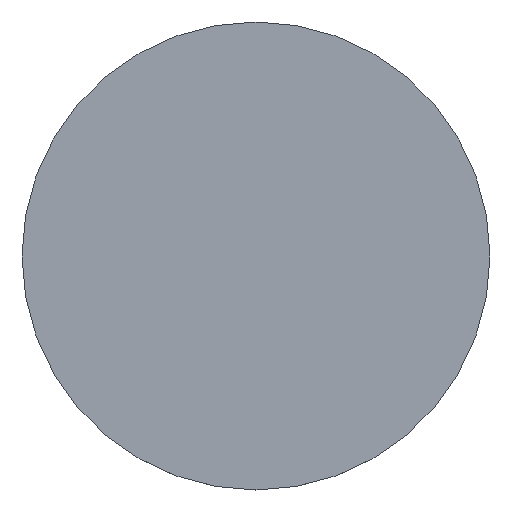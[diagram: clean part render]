
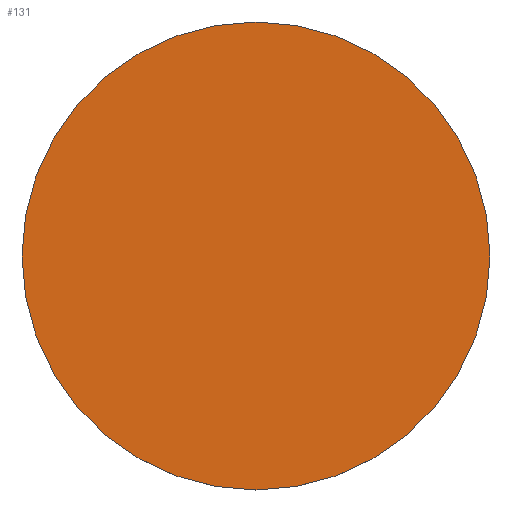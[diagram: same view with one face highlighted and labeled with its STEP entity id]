
A CAD part, top view. The second image highlights one B-rep face of the part: STEP entity #131.
In plain terms, the highlighted planar face has unit normal (0, 0, 1).
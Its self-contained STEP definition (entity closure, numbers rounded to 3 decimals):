
#24 = EDGE_LOOP ( 'NONE', ( #98, #169 ) ) ;
#27 = DIRECTION ( 'NONE',  ( 1., 0., 0. ) ) ;
#44 = CIRCLE ( 'NONE', #124, 12.5 ) ;
#52 = CARTESIAN_POINT ( 'NONE',  ( 0., 0., 0.5 ) ) ;
#53 = CARTESIAN_POINT ( 'NONE',  ( -12.5, 0., 0.5 ) ) ;
#59 = VERTEX_POINT ( 'NONE', #53 ) ;
#60 = CIRCLE ( 'NONE', #97, 12.5 ) ;
#64 = VERTEX_POINT ( 'NONE', #135 ) ;
#75 = DIRECTION ( 'NONE',  ( 0., 0., 1. ) ) ;
#78 = EDGE_CURVE ( 'NONE', #59, #64, #60, .T. ) ;
#79 = CARTESIAN_POINT ( 'NONE',  ( 0., 0., 0.5 ) ) ;
#88 = DIRECTION ( 'NONE',  ( 0., 0., 1. ) ) ;
#97 = AXIS2_PLACEMENT_3D ( 'NONE', #52, #106, #161 ) ;
#98 = ORIENTED_EDGE ( 'NONE', *, *, #78, .T. ) ;
#106 = DIRECTION ( 'NONE',  ( 0., 0., 1. ) ) ;
#115 = EDGE_CURVE ( 'NONE', #64, #59, #44, .T. ) ;
#124 = AXIS2_PLACEMENT_3D ( 'NONE', #136, #88, #27 ) ;
#125 = PLANE ( 'NONE',  #151 ) ;
#131 = ADVANCED_FACE ( 'NONE', ( #171 ), #125, .T. ) ;
#135 = CARTESIAN_POINT ( 'NONE',  ( 12.5, 0., 0.5 ) ) ;
#136 = CARTESIAN_POINT ( 'NONE',  ( 0., 0., 0.5 ) ) ;
#151 = AXIS2_PLACEMENT_3D ( 'NONE', #79, #75, #159 ) ;
#159 = DIRECTION ( 'NONE',  ( 1., 0., 0. ) ) ;
#161 = DIRECTION ( 'NONE',  ( 1., 0., 0. ) ) ;
#169 = ORIENTED_EDGE ( 'NONE', *, *, #115, .T. ) ;
#171 = FACE_OUTER_BOUND ( 'NONE', #24, .T. ) ;
